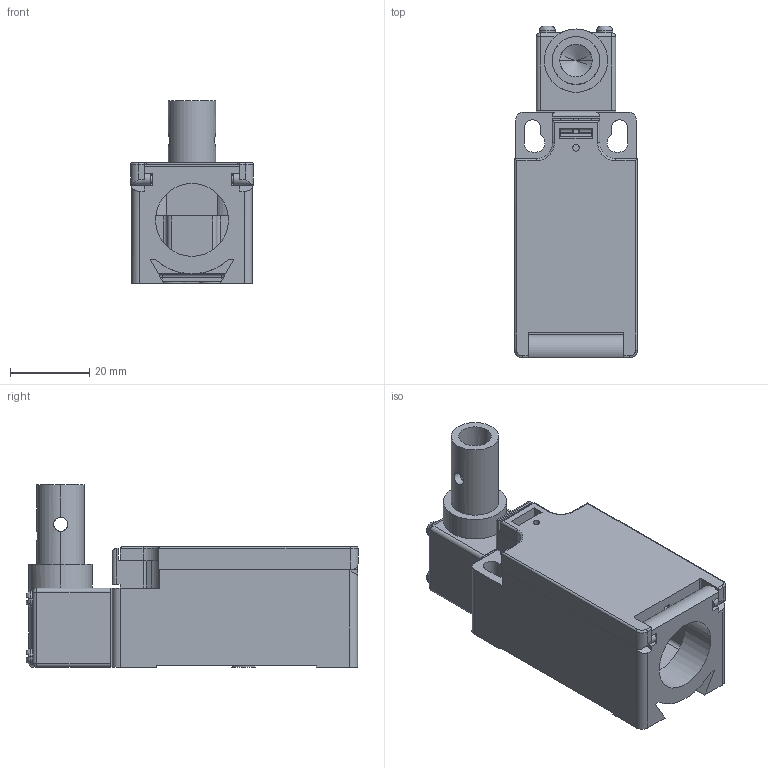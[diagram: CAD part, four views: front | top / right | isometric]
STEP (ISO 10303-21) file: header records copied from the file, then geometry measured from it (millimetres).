
FILE_DESCRIPTION((''),'2;1');
FILE_NAME('192576_ASM','2016-01-20T',('pdmadmin'),(''),'PRO/ENGINEER BY PARAMETRIC TECHNOLOGY CORPORATION, 2013230','PRO/ENGINEER BY PARAMETRIC TECHNOLOGY CORPORATION, 2013230','');
FILE_SCHEMA(('CONFIG_CONTROL_DESIGN'));
Length unit declared in the file: millimetre
Products named in the file (12): SI-LS31R-HOUSING; SI-LS31R-COVER; SI-LS31R-COVER_GASKET; SI-LS31R-ACTUATOR_INTERNAL; SI-LS31R-ACTUATOR_HEAD_GASKET; SI-LS31R_HOUSING_ASM; SI-LS31R-ACTUATOR_HEAD; SI-LS31R-ACTUATOR_SHAFT; SI-LS31R_ACTUATOR_HEAD_ASM; SI-LS31R_ACTUATOR_HEAD_SCREW; 46721---SI-LS31RTD_ASM; 192576_ASM
Assembly tree (14 placements, depth 4):
  192576_ASM
    46721---SI-LS31RTD_ASM
      SI-LS31R_HOUSING_ASM
        SI-LS31R-HOUSING
        SI-LS31R-COVER
        SI-LS31R-COVER_GASKET
        SI-LS31R-ACTUATOR_INTERNAL
        SI-LS31R-ACTUATOR_HEAD_GASKET
      SI-LS31R_ACTUATOR_HEAD_ASM
        SI-LS31R-ACTUATOR_HEAD
        SI-LS31R-ACTUATOR_SHAFT
      SI-LS31R_ACTUATOR_HEAD_SCREW  x4
Bounding box: 31 x 83.85 x 46.1 mm (x, y, z)
Volume: 31205.8 mm3; surface area: 32816.5 mm2
Topology: 11 solids, 11 shells, 1034 faces, 2703 edges, 1702 vertices
Faces by surface type: plane 502, cylinder 382, sphere 54, cone 46, torus 42, bspline 8
Entity records: 29812 total; most frequent: CARTESIAN_POINT 5910, DIRECTION 5163, ORIENTED_EDGE 4848, EDGE_CURVE 2424, AXIS2_PLACEMENT_3D 1874, VERTEX_POINT 1558, VECTOR 1415, LINE 1415
